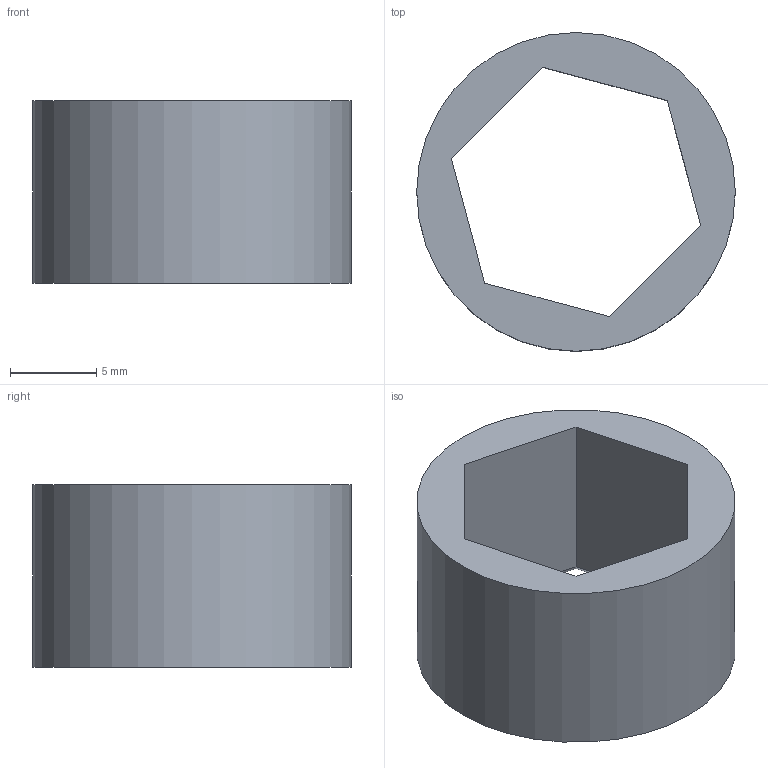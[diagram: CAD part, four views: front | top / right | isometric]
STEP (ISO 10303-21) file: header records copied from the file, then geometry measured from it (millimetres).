
FILE_DESCRIPTION(/* description */ (''),/* implementation_level */ '2;1');
FILE_NAME(/* name */ 'Pulley Hex Spacer.step',/* time_stamp */ '2023-09-20T18:53:23-04:00',/* author */ (''),/* organization */ (''),/* preprocessor_version */ 'ST-DEVELOPER v20',/* originating_system */ 'Autodesk Translation Framework v12.9.0.99',/* authorisation */ '');
FILE_SCHEMA (('AUTOMOTIVE_DESIGN { 1 0 10303 214 3 1 1 }'));
Length unit declared in the file: inch
Products named in the file (1): Pulley Hex Spacer
Bounding box: 18.46 x 18.46 x 10.55 mm (x, y, z)
Volume: 1281.1 mm3; surface area: 1313.8 mm2
Topology: 1 solids, 1 shells, 15 faces, 33 edges, 20 vertices
Faces by surface type: plane 14, cylinder 1
Full cylindrical faces by diameter (mm): 18.46 x1
Entity records: 440 total; most frequent: CARTESIAN_POINT 69, DIRECTION 67, ORIENTED_EDGE 66, EDGE_CURVE 33, LINE 31, VECTOR 31, VERTEX_POINT 20, AXIS2_PLACEMENT_3D 18
